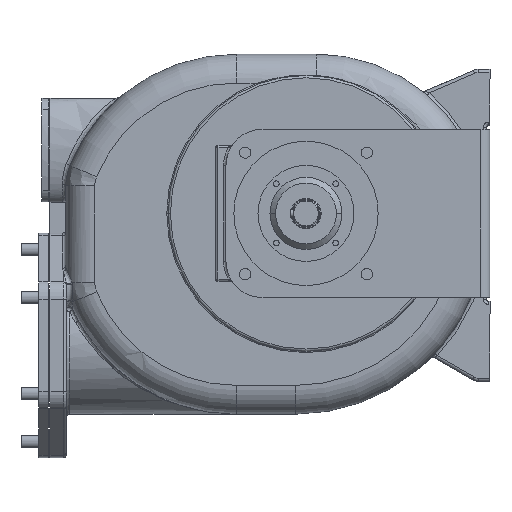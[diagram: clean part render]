
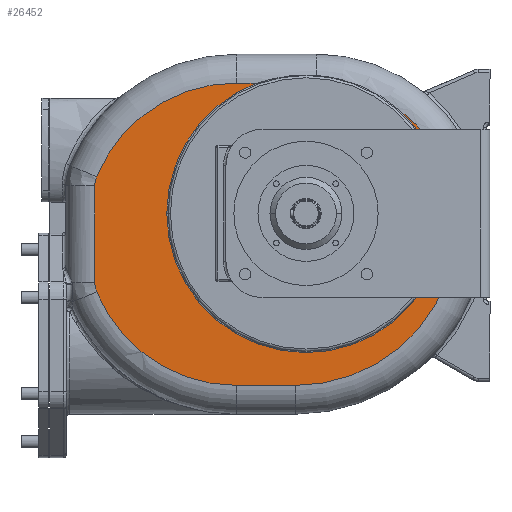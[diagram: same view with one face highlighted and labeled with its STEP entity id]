
A CAD part, left-side view. The second image highlights one B-rep face of the part: STEP entity #26452.
In plain terms, the highlighted planar face has unit normal (-1, 0, 0).
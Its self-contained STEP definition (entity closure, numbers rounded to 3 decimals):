
#5727=CARTESIAN_POINT('',(-156.,217.,-13.));
#5728=DIRECTION('',(-1.,0.,0.));
#5729=DIRECTION('',(0.,-1.,0.));
#5730=AXIS2_PLACEMENT_3D('',#5727,#5728,#5729);
#5732=CARTESIAN_POINT('',(-156.,243.,-13.));
#5733=DIRECTION('',(-1.,0.,0.));
#5734=DIRECTION('',(0.,0.,-1.));
#5735=AXIS2_PLACEMENT_3D('',#5732,#5733,#5734);
#5737=DIRECTION('',(0.,-1.,0.));
#5738=VECTOR('',#5737,74.);
#5739=CARTESIAN_POINT('',(-156.,317.,-215.));
#5740=LINE('',#5739,#5738);
#5741=CARTESIAN_POINT('',(-156.,317.,-26.));
#5742=DIRECTION('',(-1.,0.,0.));
#5743=DIRECTION('',(0.,0.925,-0.381));
#5744=AXIS2_PLACEMENT_3D('',#5741,#5742,#5743);
#5746=CARTESIAN_POINT('',(-156.,464.125,-86.622));
#5747=DIRECTION('',(-1.,0.,0.));
#5748=DIRECTION('',(0.,1.,0.));
#5749=AXIS2_PLACEMENT_3D('',#5746,#5747,#5748);
#5751=DIRECTION('',(0.,0.,-1.));
#5752=VECTOR('',#5751,121.244);
#5753=CARTESIAN_POINT('',(-156.,494.,34.622));
#5754=LINE('',#5753,#5752);
#5755=CARTESIAN_POINT('',(-156.,464.125,34.622));
#5756=DIRECTION('',(-1.,0.,0.));
#5757=DIRECTION('',(0.,0.925,0.381));
#5758=AXIS2_PLACEMENT_3D('',#5755,#5756,#5757);
#5760=CARTESIAN_POINT('',(-156.,317.,-26.));
#5761=DIRECTION('',(-1.,0.,0.));
#5762=DIRECTION('',(0.,0.,1.));
#5763=AXIS2_PLACEMENT_3D('',#5760,#5761,#5762);
#5765=DIRECTION('',(0.,1.,0.));
#5766=VECTOR('',#5765,26.115);
#5767=CARTESIAN_POINT('',(-156.,290.885,163.));
#5768=LINE('',#5767,#5766);
#5769=CARTESIAN_POINT('',(-156.,230.,0.));
#5770=DIRECTION('',(1.,0.,0.));
#5771=DIRECTION('',(0.,-0.666,0.746));
#5772=AXIS2_PLACEMENT_3D('',#5769,#5770,#5771);
#5941=CARTESIAN_POINT('',(-156.,290.885,163.));
#5958=CARTESIAN_POINT('',(-156.,114.122,129.801));
#19179=CARTESIAN_POINT('',(-156.,494.,34.622));
#19180=CARTESIAN_POINT('',(-156.,494.,-86.622));
#19181=VERTEX_POINT('',#19179);
#19182=VERTEX_POINT('',#19180);
#19183=CARTESIAN_POINT('',(-156.,491.747,-98.003));
#19184=CARTESIAN_POINT('',(-156.,317.,-215.));
#19185=VERTEX_POINT('',#19183);
#19186=VERTEX_POINT('',#19184);
#19187=CARTESIAN_POINT('',(-156.,243.,-215.));
#19188=VERTEX_POINT('',#19187);
#19191=CARTESIAN_POINT('',(-156.,41.,-13.));
#19192=VERTEX_POINT('',#19191);
#19195=CARTESIAN_POINT('',(-156.,317.,163.));
#19196=CARTESIAN_POINT('',(-156.,491.747,46.003));
#19197=VERTEX_POINT('',#19195);
#19198=VERTEX_POINT('',#19196);
#19537=VERTEX_POINT('',#5958);
#19542=VERTEX_POINT('',#5941);
#26427=CARTESIAN_POINT('',(-156.,230.,0.));
#26428=DIRECTION('',(1.,0.,0.));
#26429=DIRECTION('',(0.,0.,1.));
#26430=AXIS2_PLACEMENT_3D('',#26427,#26428,#26429);
#26431=PLANE('',#26430);
#26433=ORIENTED_EDGE('',*,*,#26432,.F.);
#26435=ORIENTED_EDGE('',*,*,#26434,.F.);
#26437=ORIENTED_EDGE('',*,*,#26436,.F.);
#26439=ORIENTED_EDGE('',*,*,#26438,.F.);
#26441=ORIENTED_EDGE('',*,*,#26440,.F.);
#26443=ORIENTED_EDGE('',*,*,#26442,.F.);
#26444=ORIENTED_EDGE('',*,*,#26416,.F.);
#26445=ORIENTED_EDGE('',*,*,#26404,.F.);
#26447=ORIENTED_EDGE('',*,*,#26446,.F.);
#26449=ORIENTED_EDGE('',*,*,#26448,.F.);
#26450=EDGE_LOOP('',(#26433,#26435,#26437,#26439,#26441,#26443,#26444,#26445,
#26447,#26449));
#26451=FACE_OUTER_BOUND('',#26450,.F.);
#26452=ADVANCED_FACE('',(#26451),#26431,.F.);
#5731=CIRCLE('',#5730,176.);
#5736=CIRCLE('',#5735,202.);
#5745=CIRCLE('',#5744,189.);
#5750=CIRCLE('',#5749,29.875);
#5759=CIRCLE('',#5758,29.875);
#5764=CIRCLE('',#5763,189.);
#5773=CIRCLE('',#5772,174.);
#26404=EDGE_CURVE('',#19198,#19181,#5759,.T.);
#26416=EDGE_CURVE('',#19181,#19182,#5754,.T.);
#26432=EDGE_CURVE('',#19537,#19542,#5773,.T.);
#26434=EDGE_CURVE('',#19192,#19537,#5731,.T.);
#26436=EDGE_CURVE('',#19188,#19192,#5736,.T.);
#26438=EDGE_CURVE('',#19186,#19188,#5740,.T.);
#26440=EDGE_CURVE('',#19185,#19186,#5745,.T.);
#26442=EDGE_CURVE('',#19182,#19185,#5750,.T.);
#26446=EDGE_CURVE('',#19197,#19198,#5764,.T.);
#26448=EDGE_CURVE('',#19542,#19197,#5768,.T.);
